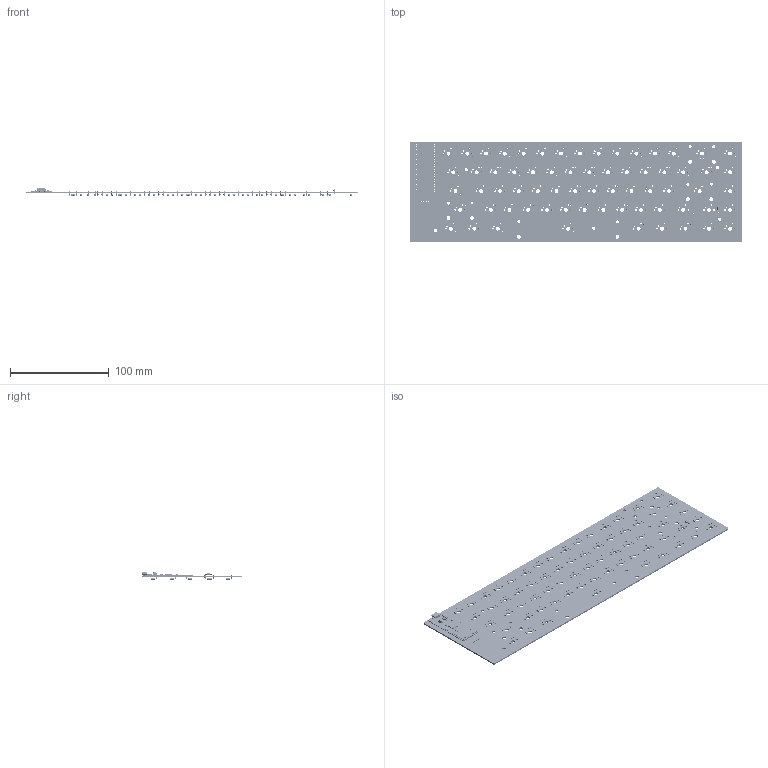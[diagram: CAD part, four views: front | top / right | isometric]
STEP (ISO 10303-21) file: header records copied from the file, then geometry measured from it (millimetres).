
FILE_DESCRIPTION(('KiCad electronic assembly'),'2;1');
FILE_NAME('Keyboard.step','2026-01-10T15:45:15',('Pcbnew'),('Kicad'), 'Open CASCADE STEP processor 7.9','KiCad to STEP converter','Unknown' );
FILE_SCHEMA(('AUTOMOTIVE_DESIGN { 1 0 10303 214 1 1 1 1 }'));
Length unit declared in the file: millimetre
Products named in the file (4): Keyboard 1; RaspberryPi_Pico; D_DO-35_SOD27_P7.62mm_Horizontal; Keyboard_PCB
Assembly tree (69 placements, depth 2):
  Keyboard 1
    RaspberryPi_Pico
    D_DO-35_SOD27_P7.62mm_Horizontal  x67
    Keyboard_PCB
Bounding box: 336.84 x 102 x 7.94 mm (x, y, z)
Volume: 51403.4 mm3; surface area: 77438.7 mm2
Topology: 150 solids, 150 shells, 2119 faces, 4697 edges, 3032 vertices
Faces by surface type: cylinder 1068, plane 781, torus 270
Full cylindrical faces by diameter (mm): 0.5 x201, 0.8 x134, 1 x87, 1.04 x2, 1.47 x134, 1.75 x134, 1.85 x2, 2 x134, 2.02 x67, 2.1 x4, 2.2 x2, 3.048 x8, 3.2 x5, 3.988 x75
Entity records: 42810 total; most frequent: DIRECTION 6875, CARTESIAN_POINT 6354, ORIENTED_EDGE 6226, EDGE_CURVE 3113, AXIS2_PLACEMENT_3D 2629, FACE_BOUND 2259, EDGE_LOOP 2259, VERTEX_POINT 2108
